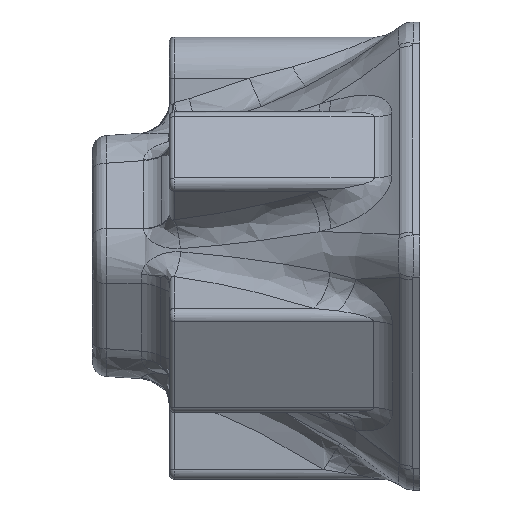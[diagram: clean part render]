
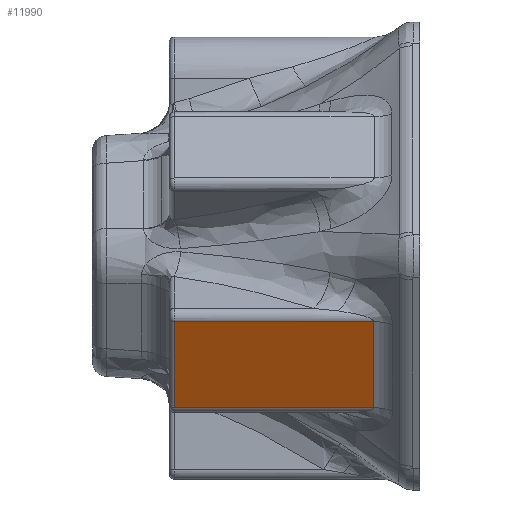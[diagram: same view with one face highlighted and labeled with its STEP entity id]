
A CAD part, left-side view. The second image highlights one B-rep face of the part: STEP entity #11990.
In plain terms, the highlighted planar face has unit normal (-0.866, 0, -0.5).
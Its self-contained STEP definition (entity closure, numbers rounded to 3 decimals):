
#201 = VERTEX_POINT ( 'NONE', #18234 ) ;
#227 = VECTOR ( 'NONE', #15400, 1000. ) ;
#328 = ORIENTED_EDGE ( 'NONE', *, *, #1439, .T. ) ;
#555 = CARTESIAN_POINT ( 'NONE',  ( -55.148, -58.409, 5.16 ) ) ;
#1000 = VERTEX_POINT ( 'NONE', #11282 ) ;
#1082 = CARTESIAN_POINT ( 'NONE',  ( -55.148, -17., 5.16 ) ) ;
#1439 = EDGE_CURVE ( 'NONE', #6427, #201, #13289, .T. ) ;
#1826 = EDGE_CURVE ( 'NONE', #201, #8037, #15602, .T. ) ;
#1874 = EDGE_LOOP ( 'NONE', ( #9442, #328, #11369, #4949 ) ) ;
#2705 = PLANE ( 'NONE',  #8784 ) ;
#2837 = CARTESIAN_POINT ( 'NONE',  ( -44.301, -105.043, -13.626 ) ) ;
#4269 = DIRECTION ( 'NONE',  ( 0., 1., 0. ) ) ;
#4949 = ORIENTED_EDGE ( 'NONE', *, *, #5426, .T. ) ;
#5339 = EDGE_CURVE ( 'NONE', #1000, #6427, #19044, .T. ) ;
#5426 = EDGE_CURVE ( 'NONE', #8037, #1000, #6672, .T. ) ;
#6427 = VERTEX_POINT ( 'NONE', #9945 ) ;
#6672 = LINE ( 'NONE', #1082, #14632 ) ;
#7125 = VECTOR ( 'NONE', #12021, 1000. ) ;
#8037 = VERTEX_POINT ( 'NONE', #11911 ) ;
#8770 = DIRECTION ( 'NONE',  ( -0.5, 0., 0.866 ) ) ;
#8784 = AXIS2_PLACEMENT_3D ( 'NONE', #10281, #13454, #8770 ) ;
#9442 = ORIENTED_EDGE ( 'NONE', *, *, #5339, .T. ) ;
#9945 = CARTESIAN_POINT ( 'NONE',  ( -33.951, -58.409, -31.553 ) ) ;
#10281 = CARTESIAN_POINT ( 'NONE',  ( -55.148, -105.043, 5.16 ) ) ;
#11282 = CARTESIAN_POINT ( 'NONE',  ( -33.951, -17., -31.553 ) ) ;
#11369 = ORIENTED_EDGE ( 'NONE', *, *, #1826, .T. ) ;
#11911 = CARTESIAN_POINT ( 'NONE',  ( -44.301, -17., -13.626 ) ) ;
#11990 = ADVANCED_FACE ( 'NONE', ( #14923 ), #2705, .T. ) ;
#12021 = DIRECTION ( 'NONE',  ( 0., -1., 0. ) ) ;
#12817 = VECTOR ( 'NONE', #4269, 1000. ) ;
#13289 = LINE ( 'NONE', #555, #227 ) ;
#13454 = DIRECTION ( 'NONE',  ( -0.866, 0., -0.5 ) ) ;
#14487 = DIRECTION ( 'NONE',  ( 0.5, 0., -0.866 ) ) ;
#14632 = VECTOR ( 'NONE', #14487, 1000. ) ;
#14923 = FACE_OUTER_BOUND ( 'NONE', #1874, .T. ) ;
#15400 = DIRECTION ( 'NONE',  ( -0.5, 0., 0.866 ) ) ;
#15602 = LINE ( 'NONE', #2837, #12817 ) ;
#16512 = CARTESIAN_POINT ( 'NONE',  ( -33.951, -105.043, -31.553 ) ) ;
#18234 = CARTESIAN_POINT ( 'NONE',  ( -44.301, -58.409, -13.626 ) ) ;
#19044 = LINE ( 'NONE', #16512, #7125 ) ;
